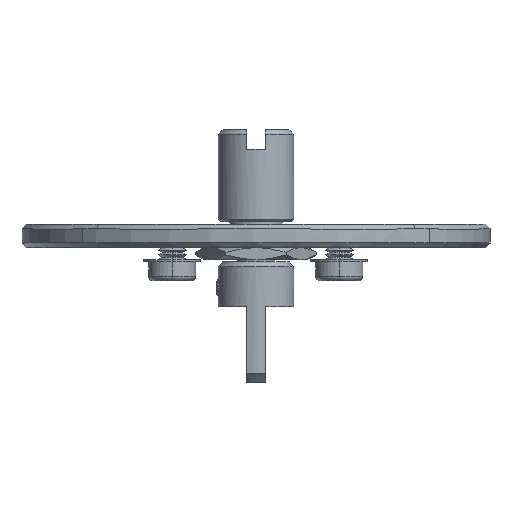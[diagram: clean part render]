
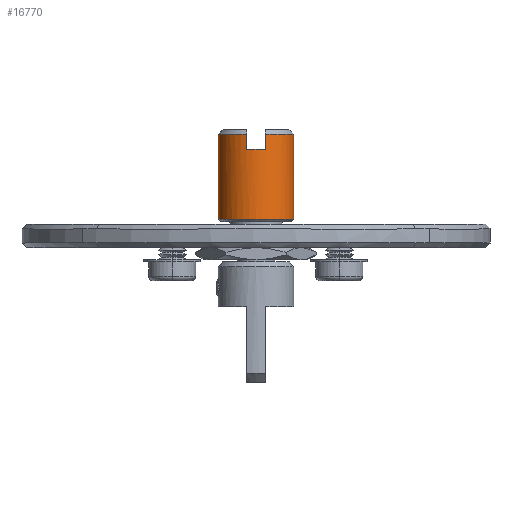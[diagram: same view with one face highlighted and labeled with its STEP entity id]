
A CAD part, left-side view. The second image highlights one B-rep face of the part: STEP entity #16770.
In plain terms, the highlighted cylindrical face has radius 8 mm (diameter 16 mm), a partial arc.
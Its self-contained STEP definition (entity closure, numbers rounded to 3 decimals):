
#10454=CARTESIAN_POINT('',(0.,0.,6.));
#10455=DIRECTION('',(0.,0.,1.));
#10456=DIRECTION('',(0.,1.,0.));
#10457=AXIS2_PLACEMENT_3D('',#10454,#10455,#10456);
#10476=DIRECTION('',(0.,0.,-1.));
#10477=VECTOR('',#10476,18.);
#10478=CARTESIAN_POINT('',(0.,8.,24.));
#10479=LINE('',#10478,#10477);
#10483=DIRECTION('',(0.,0.,-1.));
#10484=VECTOR('',#10483,18.);
#10485=CARTESIAN_POINT('',(0.,-8.,24.));
#10486=LINE('',#10485,#10484);
#10506=CARTESIAN_POINT('',(0.,0.,
24.));
#10507=DIRECTION('',(0.,0.,1.));
#10508=DIRECTION('',(-0.968,-0.25,0.));
#10509=AXIS2_PLACEMENT_3D('',#10506,#10507,#10508);
#10686=DIRECTION('',(0.,0.,-1.));
#10687=VECTOR('',#10686,3.2);
#10688=CARTESIAN_POINT('',(-7.746,2.,24.));
#10689=LINE('',#10688,#10687);
#11064=CARTESIAN_POINT('',(0.,0.,
24.));
#11065=DIRECTION('',(0.,0.,1.));
#11066=DIRECTION('',(0.,1.,0.));
#11067=AXIS2_PLACEMENT_3D('',#11064,#11065,#11066);
#11779=CARTESIAN_POINT('',(0.,0.,20.8));
#11780=DIRECTION('',(0.,0.,1.));
#11781=DIRECTION('',(-0.968,0.25,0.));
#11782=AXIS2_PLACEMENT_3D('',#11779,#11780,#11781);
#11892=DIRECTION('',(0.,0.,1.));
#11893=VECTOR('',#11892,3.2);
#11894=CARTESIAN_POINT('',(-7.746,-2.,20.8));
#11895=LINE('',#11894,#11893);
#12343=CARTESIAN_POINT('',(-7.746,-2.,24.));
#12344=CARTESIAN_POINT('',(0.,-8.,24.));
#12345=VERTEX_POINT('',#12343);
#12346=VERTEX_POINT('',#12344);
#12347=CARTESIAN_POINT('',(-7.746,-2.,20.8));
#12348=VERTEX_POINT('',#12347);
#12349=CARTESIAN_POINT('',(-7.746,2.,20.8));
#12350=VERTEX_POINT('',#12349);
#12351=CARTESIAN_POINT('',(-7.746,2.,24.));
#12352=VERTEX_POINT('',#12351);
#12806=CARTESIAN_POINT('',(0.,8.,6.));
#12808=VERTEX_POINT('',#12806);
#12812=CARTESIAN_POINT('',(0.,-8.,6.));
#12813=VERTEX_POINT('',#12812);
#12814=CARTESIAN_POINT('',(0.,8.,24.));
#12815=VERTEX_POINT('',#12814);
#16748=CARTESIAN_POINT('',(0.,0.,15.));
#16749=DIRECTION('',(0.,0.,-1.));
#16750=DIRECTION('',(0.,-1.,0.));
#16751=AXIS2_PLACEMENT_3D('',#16748,#16749,#16750);
#16752=CYLINDRICAL_SURFACE('',#16751,8.);
#16754=ORIENTED_EDGE('',*,*,#16753,.F.);
#16756=ORIENTED_EDGE('',*,*,#16755,.T.);
#16758=ORIENTED_EDGE('',*,*,#16757,.T.);
#16760=ORIENTED_EDGE('',*,*,#16759,.T.);
#16762=ORIENTED_EDGE('',*,*,#16761,.T.);
#16764=ORIENTED_EDGE('',*,*,#16763,.T.);
#16766=ORIENTED_EDGE('',*,*,#16765,.T.);
#16767=ORIENTED_EDGE('',*,*,#16738,.F.);
#16768=EDGE_LOOP('',(#16754,#16756,#16758,#16760,#16762,#16764,#16766,#16767));
#16769=FACE_OUTER_BOUND('',#16768,.F.);
#16770=ADVANCED_FACE('',(#16769),#16752,.T.);
#10458=CIRCLE('',#10457,8.);
#10510=CIRCLE('',#10509,8.);
#11068=CIRCLE('',#11067,8.);
#11783=CIRCLE('',#11782,8.);
#16738=EDGE_CURVE('',#12808,#12813,#10458,.T.);
#16753=EDGE_CURVE('',#12815,#12808,#10479,.T.);
#16755=EDGE_CURVE('',#12815,#12352,#11068,.T.);
#16757=EDGE_CURVE('',#12352,#12350,#10689,.T.);
#16759=EDGE_CURVE('',#12350,#12348,#11783,.T.);
#16761=EDGE_CURVE('',#12348,#12345,#11895,.T.);
#16763=EDGE_CURVE('',#12345,#12346,#10510,.T.);
#16765=EDGE_CURVE('',#12346,#12813,#10486,.T.);
